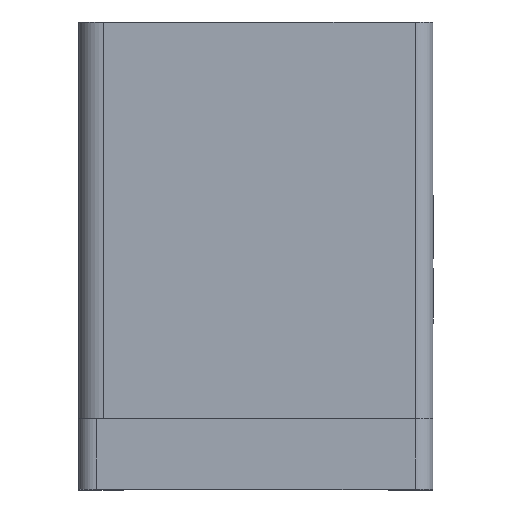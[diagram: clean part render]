
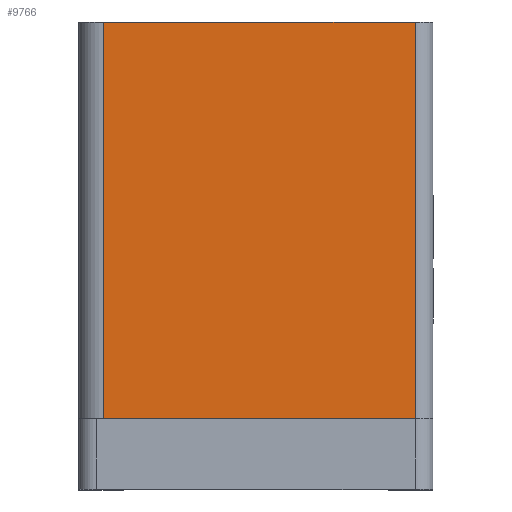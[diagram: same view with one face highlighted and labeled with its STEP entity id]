
A CAD part, top view. The second image highlights one B-rep face of the part: STEP entity #9766.
In plain terms, the highlighted planar face has unit normal (0, 0, 1).
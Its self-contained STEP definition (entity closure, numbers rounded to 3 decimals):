
#500=PLANE('',#10444);
#1252=LINE('',#14727,#2303);
#1345=LINE('',#14947,#2396);
#1346=LINE('',#14951,#2397);
#1347=LINE('',#14952,#2398);
#2303=VECTOR('',#11849,1.);
#2396=VECTOR('',#12002,1.);
#2397=VECTOR('',#12007,1.);
#2398=VECTOR('',#12008,1.);
#3039=FACE_OUTER_BOUND('',#3565,.T.);
#3565=EDGE_LOOP('',(#7586,#7587,#7588,#7589));
#4533=VERTEX_POINT('',#14724);
#4534=VERTEX_POINT('',#14726);
#4631=VERTEX_POINT('',#14946);
#4632=VERTEX_POINT('',#14950);
#5608=EDGE_CURVE('',#4533,#4534,#1252,.T.);
#5720=EDGE_CURVE('',#4631,#4534,#1345,.T.);
#5722=EDGE_CURVE('',#4632,#4533,#1346,.T.);
#5723=EDGE_CURVE('',#4632,#4631,#1347,.T.);
#7586=ORIENTED_EDGE('',*,*,#5722,.F.);
#7587=ORIENTED_EDGE('',*,*,#5723,.T.);
#7588=ORIENTED_EDGE('',*,*,#5720,.T.);
#7589=ORIENTED_EDGE('',*,*,#5608,.F.);
#9766=ADVANCED_FACE('',(#3039),#500,.T.);
#10444=AXIS2_PLACEMENT_3D('',#14949,#12005,#12006);
#11849=DIRECTION('',(-1.,0.,0.));
#12002=DIRECTION('',(0.,-1.,0.));
#12005=DIRECTION('center_axis',(0.,0.,1.));
#12006=DIRECTION('ref_axis',(-1.,0.,0.));
#12007=DIRECTION('',(0.,-1.,0.));
#12008=DIRECTION('',(-1.,0.,0.));
#14724=CARTESIAN_POINT('',(4.495,-2.705,10.1));
#14726=CARTESIAN_POINT('',(-4.305,-2.705,10.1));
#14727=CARTESIAN_POINT('',(4.495,-2.705,10.1));
#14946=CARTESIAN_POINT('',(-4.305,8.495,10.1));
#14947=CARTESIAN_POINT('',(-4.305,22.567,10.1));
#14949=CARTESIAN_POINT('Origin',(4.495,22.567,10.1));
#14950=CARTESIAN_POINT('',(4.495,8.495,10.1));
#14951=CARTESIAN_POINT('',(4.495,22.567,10.1));
#14952=CARTESIAN_POINT('',(4.495,8.495,10.1));
